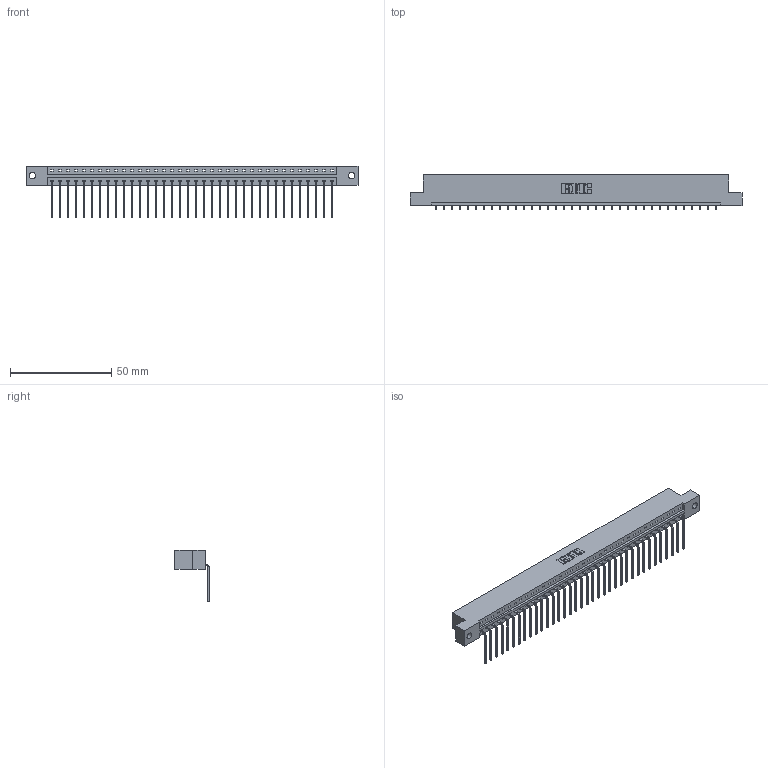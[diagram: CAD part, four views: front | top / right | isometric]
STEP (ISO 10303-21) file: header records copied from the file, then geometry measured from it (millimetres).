
FILE_DESCRIPTION (( 'STEP AP203' ), '1' );
FILE_NAME ('333-036-559-102.STEP', '2018-08-03T01:51:26', ( '' ), ( '' ), 'SwSTEP 2.0', 'SolidWorks 2016', '' );
FILE_SCHEMA (( 'CONFIG_CONTROL_DESIGN' ));
Length unit declared in the file: inch
Products named in the file (3): 345-292-001_558 559 Tail - 1; 333-036-559-102; 333 Part_Flush - .128 Dia
Assembly tree (37 placements, depth 2):
  333-036-559-102
    333 Part_Flush - .128 Dia
    345-292-001_558 559 Tail - 1  x36
Bounding box: 164.19 x 17.09 x 25.53 mm (x, y, z)
Volume: 16553.4 mm3; surface area: 18334.5 mm2
Topology: 37 solids, 37 shells, 2274 faces, 6863 edges, 4526 vertices
Faces by surface type: plane 1654, cylinder 620
Entity records: 22871 total; most frequent: CARTESIAN_POINT 3954, ORIENTED_EDGE 3926, DIRECTION 3347, EDGE_CURVE 1963, VECTOR 1835, LINE 1835, VERTEX_POINT 1306, AXIS2_PLACEMENT_3D 756
